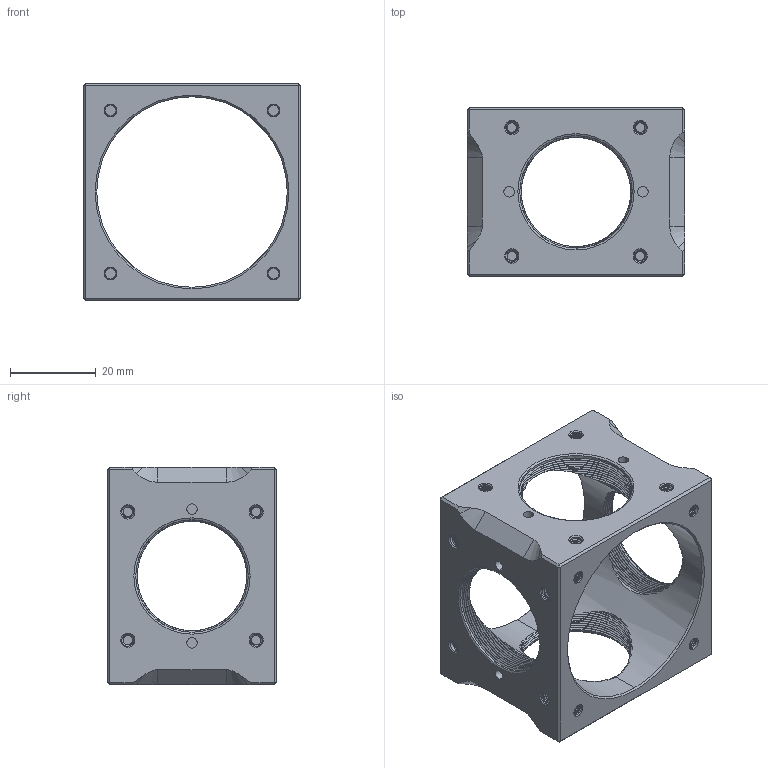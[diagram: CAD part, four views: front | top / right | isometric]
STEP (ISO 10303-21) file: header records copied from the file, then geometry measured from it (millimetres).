
FILE_DESCRIPTION((''),'2;1');
FILE_NAME('C4W-STEP','2021-04-17T',('Administrator'),(''),'CREO PARAMETRIC BY PTC INC, 2015290','CREO PARAMETRIC BY PTC INC, 2015290','');
FILE_SCHEMA(('CONFIG_CONTROL_DESIGN'));
Products named in the file (1): C4W-STEP
Bounding box: 50.8 x 39.62 x 50.8 mm (x, y, z)
Volume: 30331.3 mm3; surface area: 14966.3 mm2
Topology: 1 solids, 1 shells, 936 faces, 2832 edges, 1828 vertices
Faces by surface type: bspline 430, cylinder 380, plane 74, cone 52
Entity records: 87237 total; most frequent: CARTESIAN_POINT 66207, ORIENTED_EDGE 5664, EDGE_CURVE 2832, DIRECTION 2351, VERTEX_POINT 1828, B_SPLINE_CURVE_WITH_KNOTS 1689, EDGE_LOOP 978, VECTOR 947
